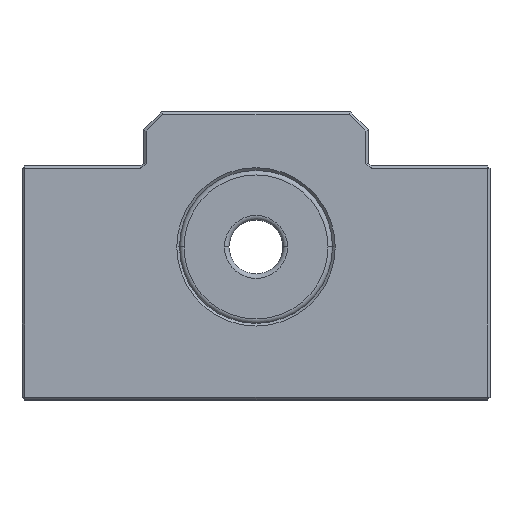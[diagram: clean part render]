
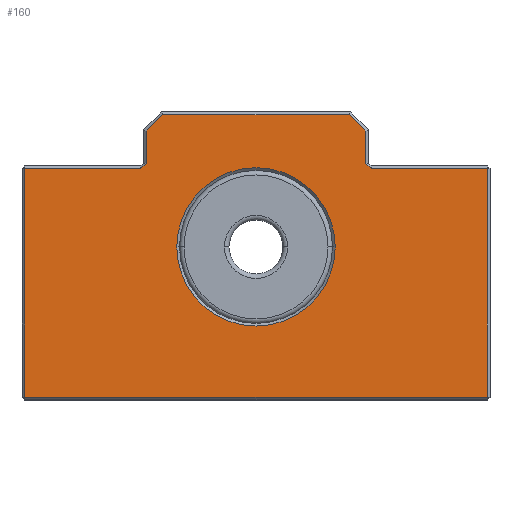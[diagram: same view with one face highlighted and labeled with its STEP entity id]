
A CAD part, top view. The second image highlights one B-rep face of the part: STEP entity #160.
In plain terms, the highlighted planar face has unit normal (0, 0, 1).
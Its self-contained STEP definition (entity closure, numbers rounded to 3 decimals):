
#19 = EDGE_CURVE ( 'NONE', #1440, #1441, #1773, .T. ) ;
#20 = EDGE_CURVE ( 'NONE', #1505, #1504, #1776, .T. ) ;
#33 = EDGE_CURVE ( 'NONE', #1503, #1504, #1819, .T. ) ;
#43 = EDGE_CURVE ( 'NONE', #1502, #1503, #1851, .T. ) ;
#69 = EDGE_CURVE ( 'NONE', #2014, #2013, #201, .T. ) ;
#94 = EDGE_CURVE ( 'NONE', #1439, #1440, #2163, .T. ) ;
#106 = EDGE_CURVE ( 'NONE', #1499, #1442, #1151, .T. ) ;
#107 = EDGE_CURVE ( 'NONE', #1441, #1442, #1154, .T. ) ;
#110 = EDGE_CURVE ( 'NONE', #2013, #2014, #312, .T. ) ;
#111 = EDGE_CURVE ( 'NONE', #1500, #1501, #1166, .T. ) ;
#112 = EDGE_CURVE ( 'NONE', #1501, #1502, #1169, .T. ) ;
#113 = EDGE_CURVE ( 'NONE', #1499, #1500, #1172, .T. ) ;
#132 = EDGE_CURVE ( 'NONE', #1438, #1439, #1229, .T. ) ;
#133 = EDGE_CURVE ( 'NONE', #1505, #1438, #1232, .T. ) ;
#160 = ADVANCED_FACE ( 'NONE', ( #1571, #1574 ), #1036, .T. ) ;
#201 = CIRCLE ( 'NONE', #391, 8.8 ) ;
#312 = CIRCLE ( 'NONE', #472, 8.8 ) ;
#372 = VECTOR ( 'NONE', #1775, 1000. ) ;
#374 = VECTOR ( 'NONE', #1778, 1000. ) ;
#391 = AXIS2_PLACEMENT_3D ( 'NONE', #2081, #2082, #2083 ) ;
#408 = VECTOR ( 'NONE', #1853, 1000. ) ;
#423 = VECTOR ( 'NONE', #2165, 1000. ) ;
#469 = VECTOR ( 'NONE', #1153, 1000. ) ;
#471 = VECTOR ( 'NONE', #1156, 1000. ) ;
#472 = AXIS2_PLACEMENT_3D ( 'NONE', #1159, #1163, #1164 ) ;
#475 = VECTOR ( 'NONE', #1168, 1000. ) ;
#476 = VECTOR ( 'NONE', #1171, 1000. ) ;
#478 = VECTOR ( 'NONE', #1174, 1000. ) ;
#520 = VECTOR ( 'NONE', #1821, 1000. ) ;
#575 = VECTOR ( 'NONE', #1231, 1000. ) ;
#577 = VECTOR ( 'NONE', #1234, 1000. ) ;
#1036 = PLANE ( 'NONE',  #1577 ) ;
#1037 = CARTESIAN_POINT ( 'NONE',  ( 0., 0., 7. ) ) ;
#1038 = DIRECTION ( 'NONE',  ( 0., 0., 1. ) ) ;
#1039 = DIRECTION ( 'NONE',  ( 1., 0., 0. ) ) ;
#1151 = LINE ( 'NONE', #1152, #469 ) ;
#1152 = CARTESIAN_POINT ( 'NONE',  ( 10.75, 10.75, 7. ) ) ;
#1153 = DIRECTION ( 'NONE',  ( 0.707, -0.707, 0. ) ) ;
#1154 = LINE ( 'NONE', #1155, #471 ) ;
#1155 = CARTESIAN_POINT ( 'NONE',  ( 12.5, 8.7, 7. ) ) ;
#1156 = DIRECTION ( 'NONE',  ( -1., 0., 0. ) ) ;
#1159 = CARTESIAN_POINT ( 'NONE',  ( 0., 0., 7. ) ) ;
#1163 = DIRECTION ( 'NONE',  ( 0., 0., -1. ) ) ;
#1164 = DIRECTION ( 'NONE',  ( 1., 0., 0. ) ) ;
#1166 = LINE ( 'NONE', #1167, #475 ) ;
#1167 = CARTESIAN_POINT ( 'NONE',  ( 12.538, 12.538, 7. ) ) ;
#1168 = DIRECTION ( 'NONE',  ( -0.707, 0.707, 0. ) ) ;
#1169 = LINE ( 'NONE', #1170, #476 ) ;
#1170 = CARTESIAN_POINT ( 'NONE',  ( -10.5, 14.7, 7. ) ) ;
#1171 = DIRECTION ( 'NONE',  ( -1., 0., 0. ) ) ;
#1172 = LINE ( 'NONE', #1173, #478 ) ;
#1173 = CARTESIAN_POINT ( 'NONE',  ( 12.2, 13., 7. ) ) ;
#1174 = DIRECTION ( 'NONE',  ( 0., 1., 0. ) ) ;
#1229 = LINE ( 'NONE', #1230, #575 ) ;
#1230 = CARTESIAN_POINT ( 'NONE',  ( -25.7, -17., 7. ) ) ;
#1231 = DIRECTION ( 'NONE',  ( 0., -1., 0. ) ) ;
#1232 = LINE ( 'NONE', #1233, #577 ) ;
#1233 = CARTESIAN_POINT ( 'NONE',  ( -26., 8.7, 7. ) ) ;
#1234 = DIRECTION ( 'NONE',  ( -1., 0., 0. ) ) ;
#1300 = ORIENTED_EDGE ( 'NONE', *, *, #69, .T. ) ;
#1301 = ORIENTED_EDGE ( 'NONE', *, *, #110, .T. ) ;
#1302 = ORIENTED_EDGE ( 'NONE', *, *, #113, .T. ) ;
#1303 = ORIENTED_EDGE ( 'NONE', *, *, #112, .T. ) ;
#1304 = ORIENTED_EDGE ( 'NONE', *, *, #111, .T. ) ;
#1305 = ORIENTED_EDGE ( 'NONE', *, *, #43, .T. ) ;
#1306 = ORIENTED_EDGE ( 'NONE', *, *, #33, .T. ) ;
#1307 = ORIENTED_EDGE ( 'NONE', *, *, #20, .F. ) ;
#1308 = ORIENTED_EDGE ( 'NONE', *, *, #133, .T. ) ;
#1309 = ORIENTED_EDGE ( 'NONE', *, *, #132, .T. ) ;
#1310 = ORIENTED_EDGE ( 'NONE', *, *, #94, .T. ) ;
#1311 = ORIENTED_EDGE ( 'NONE', *, *, #19, .T. ) ;
#1312 = ORIENTED_EDGE ( 'NONE', *, *, #107, .T. ) ;
#1313 = ORIENTED_EDGE ( 'NONE', *, *, #106, .F. ) ;
#1438 = VERTEX_POINT ( 'NONE', #2243 ) ;
#1439 = VERTEX_POINT ( 'NONE', #2244 ) ;
#1440 = VERTEX_POINT ( 'NONE', #2245 ) ;
#1441 = VERTEX_POINT ( 'NONE', #2246 ) ;
#1442 = VERTEX_POINT ( 'NONE', #2247 ) ;
#1499 = VERTEX_POINT ( 'NONE', #2294 ) ;
#1500 = VERTEX_POINT ( 'NONE', #2295 ) ;
#1501 = VERTEX_POINT ( 'NONE', #2296 ) ;
#1502 = VERTEX_POINT ( 'NONE', #2297 ) ;
#1503 = VERTEX_POINT ( 'NONE', #2298 ) ;
#1504 = VERTEX_POINT ( 'NONE', #2299 ) ;
#1505 = VERTEX_POINT ( 'NONE', #2300 ) ;
#1571 = FACE_BOUND ( 'NONE', #1900, .T. ) ;
#1574 = FACE_OUTER_BOUND ( 'NONE', #1901, .T. ) ;
#1577 = AXIS2_PLACEMENT_3D ( 'NONE', #1037, #1038, #1039 ) ;
#1773 = LINE ( 'NONE', #1774, #372 ) ;
#1774 = CARTESIAN_POINT ( 'NONE',  ( 25.7, 9., 7. ) ) ;
#1775 = DIRECTION ( 'NONE',  ( 0., 1., 0. ) ) ;
#1776 = LINE ( 'NONE', #1777, #374 ) ;
#1777 = CARTESIAN_POINT ( 'NONE',  ( -10.75, 10.75, 7. ) ) ;
#1778 = DIRECTION ( 'NONE',  ( 0.707, 0.707, 0. ) ) ;
#1819 = LINE ( 'NONE', #1820, #520 ) ;
#1820 = CARTESIAN_POINT ( 'NONE',  ( -12.2, 9., 7. ) ) ;
#1821 = DIRECTION ( 'NONE',  ( 0., -1., 0. ) ) ;
#1851 = LINE ( 'NONE', #1852, #408 ) ;
#1852 = CARTESIAN_POINT ( 'NONE',  ( -12.538, 12.538, 7. ) ) ;
#1853 = DIRECTION ( 'NONE',  ( -0.707, -0.707, 0. ) ) ;
#1900 = EDGE_LOOP ( 'NONE', ( #1300, #1301 ) ) ;
#1901 = EDGE_LOOP ( 'NONE', ( #1302, #1304, #1303, #1305, #1306, #1307, #1308, #1309, #1310, #1311, #1312, #1313 ) ) ;
#2013 = VERTEX_POINT ( 'NONE', #2336 ) ;
#2014 = VERTEX_POINT ( 'NONE', #2337 ) ;
#2081 = CARTESIAN_POINT ( 'NONE',  ( 0., 0., 7. ) ) ;
#2082 = DIRECTION ( 'NONE',  ( 0., 0., -1. ) ) ;
#2083 = DIRECTION ( 'NONE',  ( 1., 0., 0. ) ) ;
#2163 = LINE ( 'NONE', #2164, #423 ) ;
#2164 = CARTESIAN_POINT ( 'NONE',  ( 26., -16.7, 7. ) ) ;
#2165 = DIRECTION ( 'NONE',  ( 1., 0., 0. ) ) ;
#2243 = CARTESIAN_POINT ( 'NONE',  ( -25.7, 8.7, 7. ) ) ;
#2244 = CARTESIAN_POINT ( 'NONE',  ( -25.7, -16.7, 7. ) ) ;
#2245 = CARTESIAN_POINT ( 'NONE',  ( 25.7, -16.7, 7. ) ) ;
#2246 = CARTESIAN_POINT ( 'NONE',  ( 25.7, 8.7, 7. ) ) ;
#2247 = CARTESIAN_POINT ( 'NONE',  ( 12.8, 8.7, 7. ) ) ;
#2294 = CARTESIAN_POINT ( 'NONE',  ( 12.2, 9.3, 7. ) ) ;
#2295 = CARTESIAN_POINT ( 'NONE',  ( 12.2, 12.876, 7. ) ) ;
#2296 = CARTESIAN_POINT ( 'NONE',  ( 10.376, 14.7, 7. ) ) ;
#2297 = CARTESIAN_POINT ( 'NONE',  ( -10.376, 14.7, 7. ) ) ;
#2298 = CARTESIAN_POINT ( 'NONE',  ( -12.2, 12.876, 7. ) ) ;
#2299 = CARTESIAN_POINT ( 'NONE',  ( -12.2, 9.3, 7. ) ) ;
#2300 = CARTESIAN_POINT ( 'NONE',  ( -12.8, 8.7, 7. ) ) ;
#2336 = CARTESIAN_POINT ( 'NONE',  ( -8.8, 0., 7. ) ) ;
#2337 = CARTESIAN_POINT ( 'NONE',  ( 8.8, 0., 7. ) ) ;
